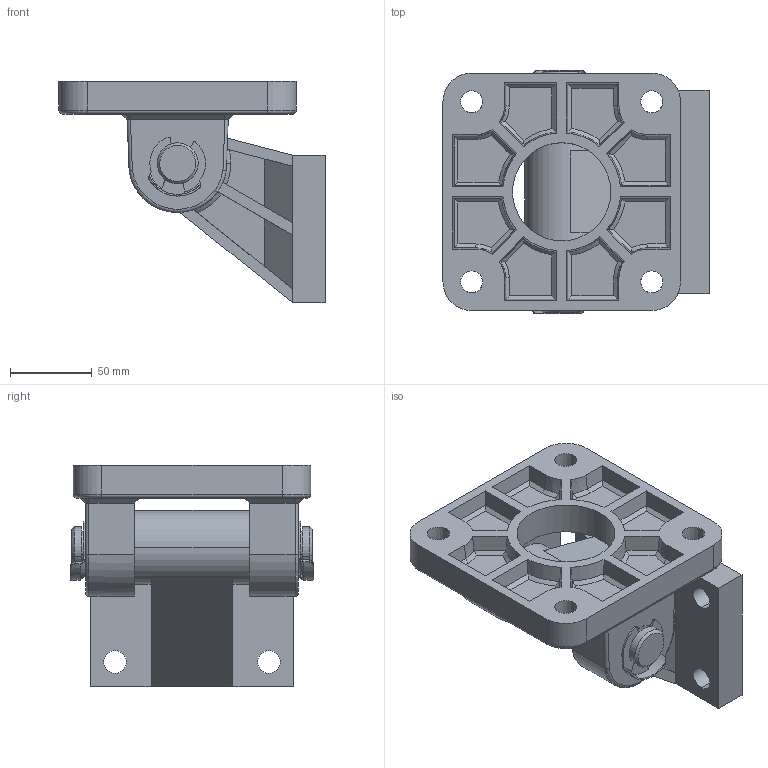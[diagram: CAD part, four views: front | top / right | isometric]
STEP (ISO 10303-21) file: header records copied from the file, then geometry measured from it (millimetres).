
FILE_DESCRIPTION (( 'STEP AP214' ), '1' );
FILE_NAME ('PMB 125 EYB.STEP', '2013-12-16T08:42:18', ( '' ), ( '' ), 'SwSTEP 2.0', 'SolidWorks 2010', '' );
FILE_SCHEMA (( 'AUTOMOTIVE_DESIGN' ));
Length unit declared in the file: millimetre
Products named in the file (5): PMB   125  EB ; 125  EB  P軲輄Varsay齦an; 125  KLÝPS;  PMB  125  YB  ; PMB  125  EYB
Assembly tree (5 placements, depth 2):
  PMB  125  EYB
    125  EB  P軲輄Varsay齦an
    PMB   125  EB 
    125  KLÝPS  x2
     PMB  125  YB  
Bounding box: 162.5 x 148.5 x 135 mm (x, y, z)
Volume: 913052.3 mm3; surface area: 167490 mm2
Topology: 5 solids, 5 shells, 308 faces, 755 edges, 471 vertices
Faces by surface type: plane 157, cylinder 83, cone 49, torus 15, bspline 4
Entity records: 8497 total; most frequent: CARTESIAN_POINT 1920, DIRECTION 1331, ORIENTED_EDGE 1318, EDGE_CURVE 659, AXIS2_PLACEMENT_3D 488, VERTEX_POINT 409, VECTOR 355, LINE 355
